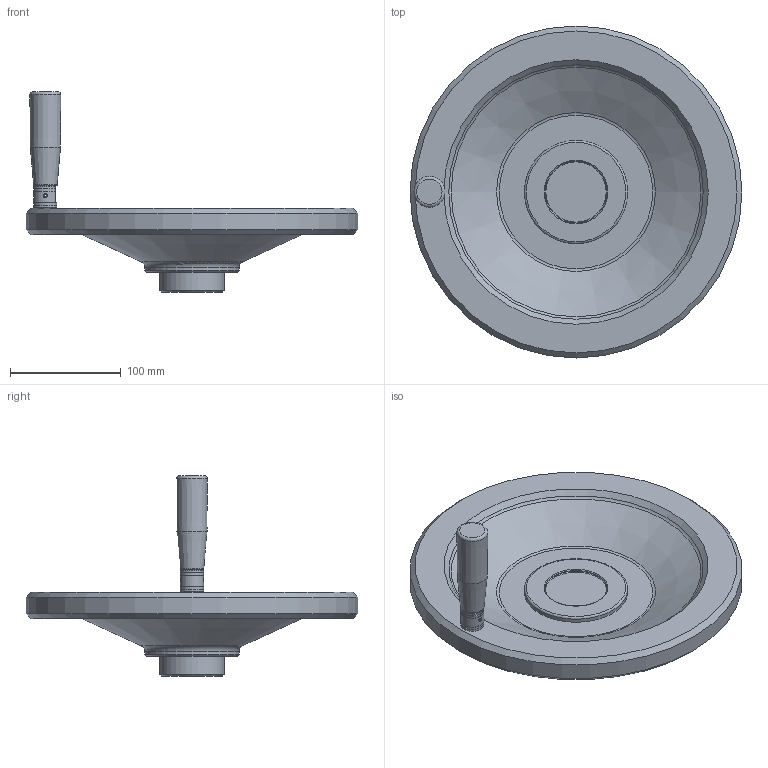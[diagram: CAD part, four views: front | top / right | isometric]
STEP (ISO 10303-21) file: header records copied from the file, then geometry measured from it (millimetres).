
FILE_DESCRIPTION( ( 'Unknown' ), '1' );
FILE_NAME( '7117025_VPR300_MR.stp', 'Unknown', ( 'Unknown' ), ( 'Unknown' ), 'PSStep 11.0', 'Unknown', ' ' );
FILE_SCHEMA( ( 'AUTOMOTIVE_DESIGN { 1 0 10303 214 1 1 1 1 }' ) );
Length unit declared in the file: millimetre
Products named in the file (1): 1831031
Bounding box: 300 x 300 x 181 mm (x, y, z)
Volume: 1286575.9 mm3; surface area: 196633.4 mm2
Topology: 1 solids, 3 shells, 167 faces, 418 edges, 257 vertices
Faces by surface type: plane 64, cylinder 41, cone 35, torus 14, bspline 12, sphere 1
Full cylindrical faces by diameter (mm): 3.2 x2, 3.5 x1, 5.422 x1, 6 x2, 6.95 x1, 7 x1, 7.03 x1, 8 x1, 8.17 x1, 8.3 x1, 8.376 x1, 11 x1, 11.5 x1, 11.52 x1, 11.538 x1, 12.6 x1, 13.076 x1, 21 x2, 48 x1, 56.1 x1, 58 x1, 85.16 x1, 93.4 x1, 300 x1
Entity records: 9136 total; most frequent: CARTESIAN_POINT 4347, DIRECTION 711, ORIENTED_EDGE 626, EDGE_CURVE 313, AXIS2_PLACEMENT_3D 304, EDGE_LOOP 257, VERTEX_POINT 221, FACE_OUTER_BOUND 207
